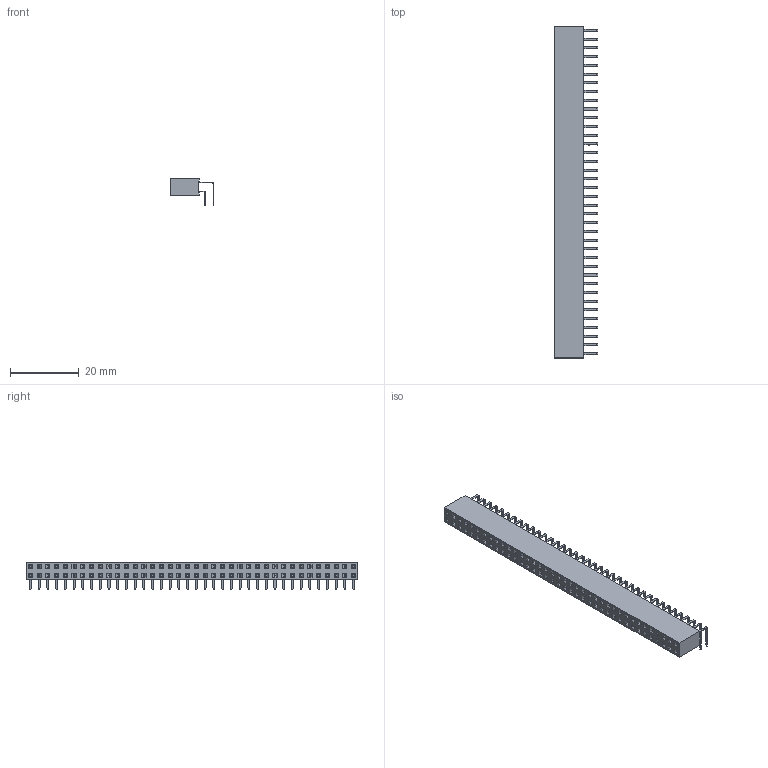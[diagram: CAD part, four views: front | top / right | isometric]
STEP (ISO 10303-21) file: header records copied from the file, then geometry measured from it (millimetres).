
FILE_DESCRIPTION(/* description */ ('model of PinSocket_2x38_P2.54mm_Horizontal'),/* implementation_level */ '2;1');
FILE_NAME(/* name */ 'PinSocket_2x38_P2.54mm_Horizontal.step',/* time_stamp */ '1970-01-01T00:00:00',/* author */ ('KiCAD','kicad'),/* organization */ ('OCCT'),/* preprocessor_version */ '',/* originating_system */ 'KiCAD',/* authorisation */ '');
FILE_SCHEMA(('AUTOMOTIVE_DESIGN { 1 0 10303 214 1 1 1 1 }'));
Length unit declared in the file: millimetre
Products named in the file (1): PinSocket_2x38_P2.54mm_Horizontal
Bounding box: 12.67 x 96.52 x 7.98 mm (x, y, z)
Volume: 3975.4 mm3; surface area: 5225.1 mm2
Topology: 1 solids, 1 shells, 2290 faces, 6104 edges, 3968 vertices
Faces by surface type: plane 2138, cylinder 152
Entity records: 45110 total; most frequent: ORIENTED_EDGE 9156, EDGE_CURVE 6104, CARTESIAN_POINT 5720, LINE 5494, VERTEX_POINT 3968, FACE_BOUND 2442, EDGE_LOOP 2442, ADVANCED_FACE 2290
